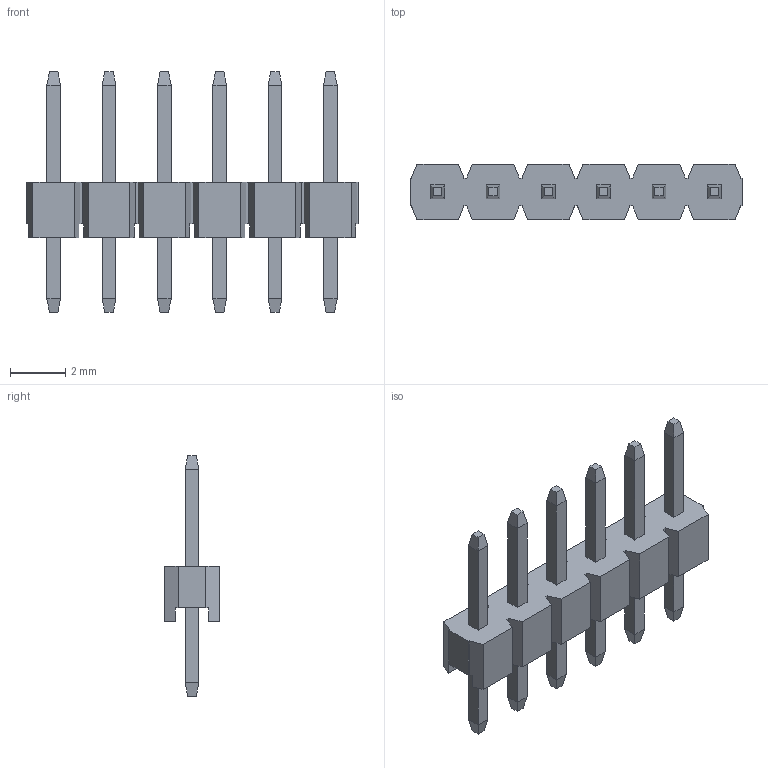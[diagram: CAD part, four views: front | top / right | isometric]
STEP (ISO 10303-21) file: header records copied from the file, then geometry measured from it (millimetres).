
FILE_DESCRIPTION(('STEP AP242'),'1');
FILE_NAME('62000611121.stp','2024-02-07T04:36:02',('TraceParts'),('TraceParts S.A.'),'Spatial InterOp 3D',' ',' ');
FILE_SCHEMA(('AP242_MANAGED_MODEL_BASED_3D_ENGINEERING_MIM_LF {1 0 10303 442 1 1 4}'));
Length unit declared in the file: millimetre
Products named in the file (1): 62000611121_1
Bounding box: 12 x 2 x 8.7 mm (x, y, z)
Volume: 47.6 mm3; surface area: 238.9 mm2
Topology: 7 solids, 7 shells, 186 faces, 468 edges, 296 vertices
Faces by surface type: plane 186
Entity records: 5508 total; most frequent: CARTESIAN_POINT 957, ORIENTED_EDGE 936, DIRECTION 854, EDGE_CURVE 468, LINE 468, VECTOR 468, VERTEX_POINT 296, EDGE_LOOP 198
